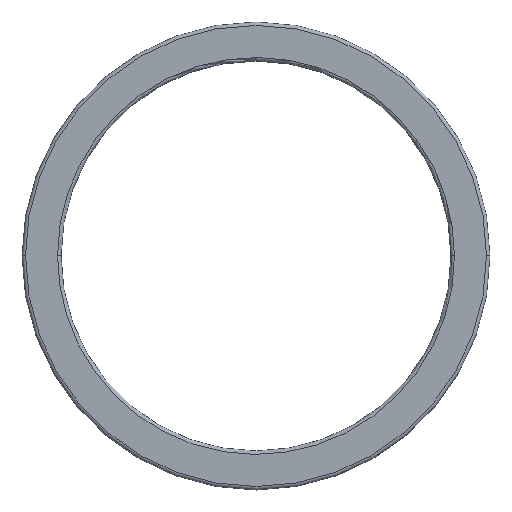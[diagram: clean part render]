
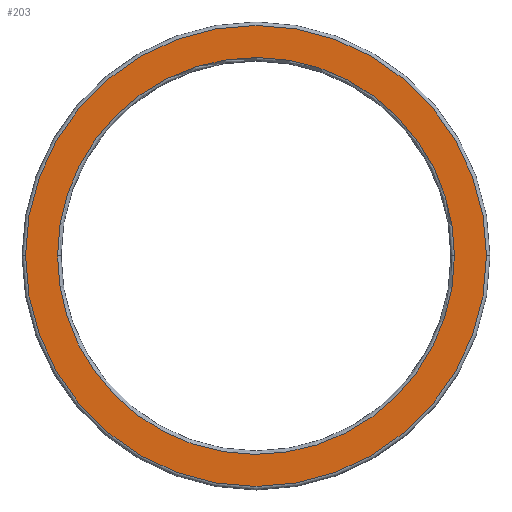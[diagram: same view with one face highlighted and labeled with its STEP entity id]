
A CAD part, top view. The second image highlights one B-rep face of the part: STEP entity #203.
In plain terms, the highlighted planar face has unit normal (0, 0, 1).
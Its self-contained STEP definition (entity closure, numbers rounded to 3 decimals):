
#54=AXIS2_PLACEMENT_3D('Circle Axis2P3D',#52,#53,$) ;
#123=AXIS2_PLACEMENT_3D('Circle Axis2P3D',#121,#122,$) ;
#137=AXIS2_PLACEMENT_3D('Plane Axis2P3D',#134,#135,#136) ;
#49=CARTESIAN_POINT('Vertex',(0.2,13.5,2.)) ;
#52=CARTESIAN_POINT('Axis2P3D Location',(13.5,13.5,2.)) ;
#56=CARTESIAN_POINT('Vertex',(26.8,13.5,2.)) ;
#121=CARTESIAN_POINT('Axis2P3D Location',(13.5,13.5,2.)) ;
#134=CARTESIAN_POINT('Axis2P3D Location',(13.5,13.5,2.)) ;
#144=CARTESIAN_POINT('Control Point',(24.95,13.5,2.)) ;
#145=CARTESIAN_POINT('Control Point',(24.95,12.34,2.)) ;
#146=CARTESIAN_POINT('Control Point',(24.803,11.179,2.)) ;
#147=CARTESIAN_POINT('Control Point',(24.509,10.044,2.)) ;
#148=CARTESIAN_POINT('Control Point',(23.64,7.872,2.)) ;
#149=CARTESIAN_POINT('Control Point',(22.256,5.985,2.)) ;
#150=CARTESIAN_POINT('Control Point',(21.448,5.135,2.)) ;
#151=CARTESIAN_POINT('Control Point',(19.634,3.658,2.)) ;
#152=CARTESIAN_POINT('Control Point',(17.509,2.68,2.)) ;
#153=CARTESIAN_POINT('Control Point',(16.39,2.329,2.)) ;
#154=CARTESIAN_POINT('Control Point',(14.087,1.918,2.)) ;
#155=CARTESIAN_POINT('Control Point',(11.754,2.094,2.)) ;
#156=CARTESIAN_POINT('Control Point',(10.605,2.33,2.)) ;
#157=CARTESIAN_POINT('Control Point',(8.392,3.088,2.)) ;
#158=CARTESIAN_POINT('Control Point',(6.438,4.374,2.)) ;
#159=CARTESIAN_POINT('Control Point',(5.548,5.139,2.)) ;
#160=CARTESIAN_POINT('Control Point',(3.981,6.876,2.)) ;
#161=CARTESIAN_POINT('Control Point',(2.897,8.948,2.)) ;
#162=CARTESIAN_POINT('Control Point',(2.49,10.048,2.)) ;
#163=CARTESIAN_POINT('Control Point',(2.173,11.416,2.)) ;
#164=CARTESIAN_POINT('Control Point',(2.068,12.804,2.)) ;
#165=CARTESIAN_POINT('Control Point',(2.056,13.036,2.)) ;
#166=CARTESIAN_POINT('Control Point',(2.05,13.268,2.)) ;
#167=CARTESIAN_POINT('Control Point',(2.05,13.5,2.)) ;
#168=CARTESIAN_POINT('Vertex',(24.95,13.5,2.)) ;
#170=CARTESIAN_POINT('Vertex',(2.05,13.5,2.)) ;
#174=CARTESIAN_POINT('Control Point',(2.05,13.5,2.)) ;
#175=CARTESIAN_POINT('Control Point',(2.05,14.66,2.)) ;
#176=CARTESIAN_POINT('Control Point',(2.197,15.821,2.)) ;
#177=CARTESIAN_POINT('Control Point',(2.491,16.956,2.)) ;
#178=CARTESIAN_POINT('Control Point',(3.36,19.128,2.)) ;
#179=CARTESIAN_POINT('Control Point',(4.744,21.015,2.)) ;
#180=CARTESIAN_POINT('Control Point',(5.552,21.865,2.)) ;
#181=CARTESIAN_POINT('Control Point',(7.366,23.342,2.)) ;
#182=CARTESIAN_POINT('Control Point',(9.491,24.32,2.)) ;
#183=CARTESIAN_POINT('Control Point',(10.61,24.671,2.)) ;
#184=CARTESIAN_POINT('Control Point',(12.913,25.082,2.)) ;
#185=CARTESIAN_POINT('Control Point',(15.246,24.906,2.)) ;
#186=CARTESIAN_POINT('Control Point',(16.395,24.67,2.)) ;
#187=CARTESIAN_POINT('Control Point',(18.608,23.912,2.)) ;
#188=CARTESIAN_POINT('Control Point',(20.562,22.626,2.)) ;
#189=CARTESIAN_POINT('Control Point',(21.452,21.861,2.)) ;
#190=CARTESIAN_POINT('Control Point',(23.019,20.124,2.)) ;
#191=CARTESIAN_POINT('Control Point',(24.103,18.052,2.)) ;
#192=CARTESIAN_POINT('Control Point',(24.51,16.952,2.)) ;
#193=CARTESIAN_POINT('Control Point',(24.827,15.584,2.)) ;
#194=CARTESIAN_POINT('Control Point',(24.932,14.196,2.)) ;
#195=CARTESIAN_POINT('Control Point',(24.944,13.964,2.)) ;
#196=CARTESIAN_POINT('Control Point',(24.95,13.732,2.)) ;
#197=CARTESIAN_POINT('Control Point',(24.95,13.5,2.)) ;
#53=DIRECTION('Axis2P3D Direction',(0.,0.,1.)) ;
#122=DIRECTION('Axis2P3D Direction',(0.,0.,1.)) ;
#135=DIRECTION('Axis2P3D Direction',(0.,0.,1.)) ;
#136=DIRECTION('Axis2P3D XDirection',(1.,0.,0.)) ;
#140=ORIENTED_EDGE('',*,*,#58,.T.) ;
#141=ORIENTED_EDGE('',*,*,#125,.T.) ;
#200=ORIENTED_EDGE('',*,*,#172,.T.) ;
#201=ORIENTED_EDGE('',*,*,#198,.T.) ;
#202=FACE_BOUND('',#199,.T.) ;
#203=ADVANCED_FACE('Verrundung1',(#142,#202),#138,.T.) ;
#143=B_SPLINE_CURVE_WITH_KNOTS('',5,(#144,#145,#146,#147,#148,#149,#150,#151,#152,#153,#154,#155,#156,#157,#158,#159,#160,#161,#162,#163,#164,#165,#166,#167),.UNSPECIFIED.,.F.,.U.,(6,3,3,3,3,3,3,6),(0.,8.226,16.453,24.679,32.905,41.132,49.358,51.002),.UNSPECIFIED.) ;
#173=B_SPLINE_CURVE_WITH_KNOTS('',5,(#174,#175,#176,#177,#178,#179,#180,#181,#182,#183,#184,#185,#186,#187,#188,#189,#190,#191,#192,#193,#194,#195,#196,#197),.UNSPECIFIED.,.F.,.U.,(6,3,3,3,3,3,3,6),(0.,8.226,16.453,24.679,32.905,41.132,49.358,51.002),.UNSPECIFIED.) ;
#55=CIRCLE('generated circle',#54,13.3) ;
#124=CIRCLE('generated circle',#123,13.3) ;
#58=EDGE_CURVE('',#57,#50,#55,.T.) ;
#125=EDGE_CURVE('',#50,#57,#124,.T.) ;
#172=EDGE_CURVE('',#169,#171,#143,.T.) ;
#198=EDGE_CURVE('',#171,#169,#173,.T.) ;
#139=EDGE_LOOP('',(#140,#141)) ;
#199=EDGE_LOOP('',(#200,#201)) ;
#142=FACE_OUTER_BOUND('',#139,.T.) ;
#138=PLANE('',#137) ;
#50=VERTEX_POINT('',#49) ;
#57=VERTEX_POINT('',#56) ;
#169=VERTEX_POINT('',#168) ;
#171=VERTEX_POINT('',#170) ;
